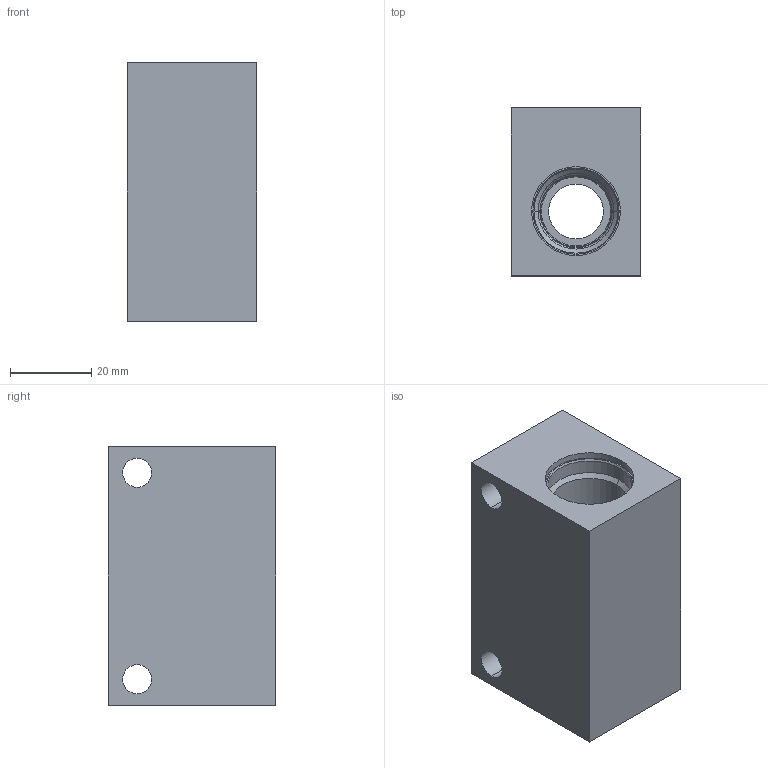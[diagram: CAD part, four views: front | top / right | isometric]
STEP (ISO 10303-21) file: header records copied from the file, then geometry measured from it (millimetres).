
FILE_DESCRIPTION((''),'2;1');
FILE_NAME('ZLL_ASM','2019-11-27T',('ProEService'),(''),'PRO/ENGINEER BY PARAMETRIC TECHNOLOGY CORPORATION, 2014200','PRO/ENGINEER BY PARAMETRIC TECHNOLOGY CORPORATION, 2014200','');
FILE_SCHEMA(('CONFIG_CONTROL_DESIGN'));
Length unit declared in the file: inch
Products named in the file (2): 151-358; ZLL_ASM
Assembly tree (1 placements, depth 2):
  ZLL_ASM
    151-358
Bounding box: 31.75 x 41.27 x 63.5 mm (x, y, z)
Volume: 62888.1 mm3; surface area: 16580.5 mm2
Topology: 1 solids, 1 shells, 42 faces, 234 edges, 249 vertices
Faces by surface type: cylinder 18, cone 14, plane 8, torus 2
Entity records: 2266 total; most frequent: CARTESIAN_POINT 472, DIRECTION 376, VECTOR 184, LINE 184, ORIENTED_EDGE 184, TRIMMED_CURVE 142, COMPOSITE_CURVE_SEGMENT 133, AXIS2_PLACEMENT_3D 96
